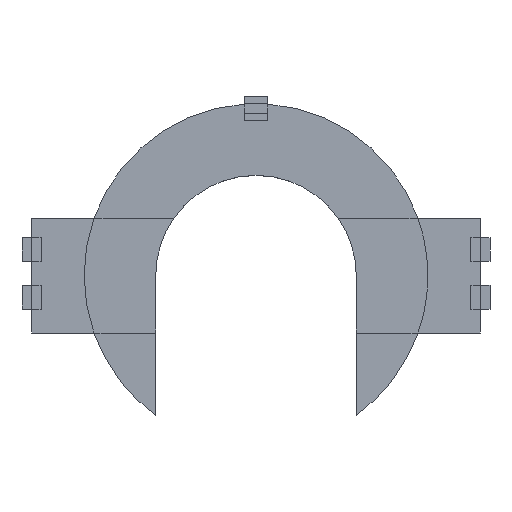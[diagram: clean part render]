
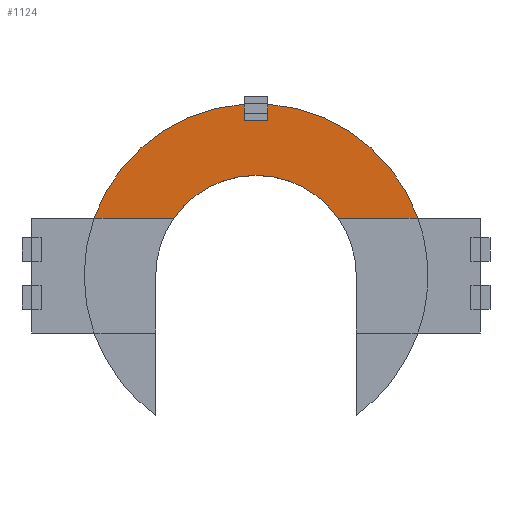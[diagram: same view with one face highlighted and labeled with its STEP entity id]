
A CAD part, top view. The second image highlights one B-rep face of the part: STEP entity #1124.
In plain terms, the highlighted planar face has unit normal (0, 0, 1).
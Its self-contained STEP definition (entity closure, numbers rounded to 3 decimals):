
#352 = VERTEX_POINT('',#353);
#353 = CARTESIAN_POINT('',(67.882,24.,4.));
#809 = EDGE_CURVE('',#810,#352,#812,.T.);
#810 = VERTEX_POINT('',#811);
#811 = CARTESIAN_POINT('',(34.467,24.,4.));
#812 = LINE('',#813,#814);
#813 = CARTESIAN_POINT('',(-94.,24.,4.));
#814 = VECTOR('',#815,1.);
#815 = DIRECTION('',(1.,0.,0.));
#850 = EDGE_CURVE('',#352,#851,#853,.T.);
#851 = VERTEX_POINT('',#852);
#852 = CARTESIAN_POINT('',(5.,71.826,4.));
#853 = CIRCLE('',#854,72.);
#854 = AXIS2_PLACEMENT_3D('',#855,#856,#857);
#855 = CARTESIAN_POINT('',(0.,0.,4.));
#856 = DIRECTION('',(0.,0.,1.));
#857 = DIRECTION('',(1.,0.,0.));
#1029 = EDGE_CURVE('',#1030,#810,#1032,.T.);
#1030 = VERTEX_POINT('',#1031);
#1031 = CARTESIAN_POINT('',(-34.467,24.,4.));
#1032 = CIRCLE('',#1033,42.);
#1033 = AXIS2_PLACEMENT_3D('',#1034,#1035,#1036);
#1034 = CARTESIAN_POINT('',(0.,0.,4.));
#1035 = DIRECTION('',(0.,0.,-1.));
#1036 = DIRECTION('',(1.,0.,0.));
#1124 = ADVANCED_FACE('',(#1125),#1185,.T.);
#1125 = FACE_BOUND('',#1126,.T.);
#1126 = EDGE_LOOP('',(#1127,#1128,#1129,#1137,#1145,#1153,#1161,#1169,
    #1178,#1184));
#1127 = ORIENTED_EDGE('',*,*,#809,.T.);
#1128 = ORIENTED_EDGE('',*,*,#850,.T.);
#1129 = ORIENTED_EDGE('',*,*,#1130,.F.);
#1130 = EDGE_CURVE('',#1131,#851,#1133,.T.);
#1131 = VERTEX_POINT('',#1132);
#1132 = CARTESIAN_POINT('',(5.,68.,4.));
#1133 = LINE('',#1134,#1135);
#1134 = CARTESIAN_POINT('',(5.,65.,4.));
#1135 = VECTOR('',#1136,1.);
#1136 = DIRECTION('',(0.,1.,0.));
#1137 = ORIENTED_EDGE('',*,*,#1138,.F.);
#1138 = EDGE_CURVE('',#1139,#1131,#1141,.T.);
#1139 = VERTEX_POINT('',#1140);
#1140 = CARTESIAN_POINT('',(5.,65.,4.));
#1141 = LINE('',#1142,#1143);
#1142 = CARTESIAN_POINT('',(5.,65.,4.));
#1143 = VECTOR('',#1144,1.);
#1144 = DIRECTION('',(0.,1.,0.));
#1145 = ORIENTED_EDGE('',*,*,#1146,.F.);
#1146 = EDGE_CURVE('',#1147,#1139,#1149,.T.);
#1147 = VERTEX_POINT('',#1148);
#1148 = CARTESIAN_POINT('',(-5.,65.,4.));
#1149 = LINE('',#1150,#1151);
#1150 = CARTESIAN_POINT('',(-5.,65.,4.));
#1151 = VECTOR('',#1152,1.);
#1152 = DIRECTION('',(1.,0.,0.));
#1153 = ORIENTED_EDGE('',*,*,#1154,.T.);
#1154 = EDGE_CURVE('',#1147,#1155,#1157,.T.);
#1155 = VERTEX_POINT('',#1156);
#1156 = CARTESIAN_POINT('',(-5.,68.,4.));
#1157 = LINE('',#1158,#1159);
#1158 = CARTESIAN_POINT('',(-5.,65.,4.));
#1159 = VECTOR('',#1160,1.);
#1160 = DIRECTION('',(0.,1.,0.));
#1161 = ORIENTED_EDGE('',*,*,#1162,.T.);
#1162 = EDGE_CURVE('',#1155,#1163,#1165,.T.);
#1163 = VERTEX_POINT('',#1164);
#1164 = CARTESIAN_POINT('',(-5.,71.826,4.));
#1165 = LINE('',#1166,#1167);
#1166 = CARTESIAN_POINT('',(-5.,65.,4.));
#1167 = VECTOR('',#1168,1.);
#1168 = DIRECTION('',(0.,1.,0.));
#1169 = ORIENTED_EDGE('',*,*,#1170,.T.);
#1170 = EDGE_CURVE('',#1163,#1171,#1173,.T.);
#1171 = VERTEX_POINT('',#1172);
#1172 = CARTESIAN_POINT('',(-67.882,24.,4.));
#1173 = CIRCLE('',#1174,72.);
#1174 = AXIS2_PLACEMENT_3D('',#1175,#1176,#1177);
#1175 = CARTESIAN_POINT('',(0.,0.,4.));
#1176 = DIRECTION('',(0.,0.,1.));
#1177 = DIRECTION('',(1.,0.,0.));
#1178 = ORIENTED_EDGE('',*,*,#1179,.T.);
#1179 = EDGE_CURVE('',#1171,#1030,#1180,.T.);
#1180 = LINE('',#1181,#1182);
#1181 = CARTESIAN_POINT('',(-94.,24.,4.));
#1182 = VECTOR('',#1183,1.);
#1183 = DIRECTION('',(1.,0.,0.));
#1184 = ORIENTED_EDGE('',*,*,#1029,.T.);
#1185 = PLANE('',#1186);
#1186 = AXIS2_PLACEMENT_3D('',#1187,#1188,#1189);
#1187 = CARTESIAN_POINT('',(0.,0.,4.));
#1188 = DIRECTION('',(0.,0.,1.));
#1189 = DIRECTION('',(1.,0.,0.));
